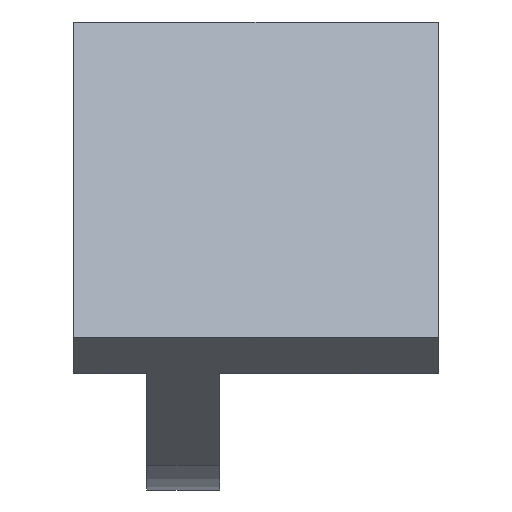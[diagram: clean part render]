
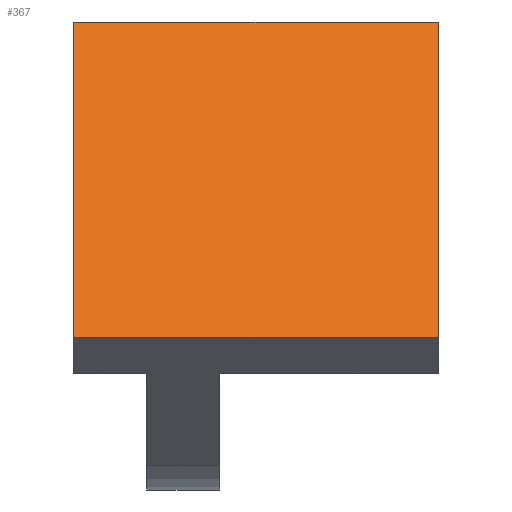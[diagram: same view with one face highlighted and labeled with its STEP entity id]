
A CAD part, top view. The second image highlights one B-rep face of the part: STEP entity #367.
In plain terms, the highlighted planar face has unit normal (0, 0.5, 0.866).
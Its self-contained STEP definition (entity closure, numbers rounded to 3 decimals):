
#285=CARTESIAN_POINT('Vertex',(108.,-12.452,667.533)) ;
#288=CARTESIAN_POINT('Line Origine',(33.,-12.452,667.533)) ;
#292=CARTESIAN_POINT('Vertex',(-42.,-12.452,667.533)) ;
#316=CARTESIAN_POINT('Line Origine',(33.,117.452,592.533)) ;
#320=CARTESIAN_POINT('Vertex',(-42.,117.452,592.533)) ;
#322=CARTESIAN_POINT('Vertex',(108.,117.452,592.533)) ;
#346=CARTESIAN_POINT('Axis2P3D Location',(-12.,-12.452,667.533)) ;
#351=CARTESIAN_POINT('Line Origine',(108.,52.5,630.033)) ;
#356=CARTESIAN_POINT('Line Origine',(-42.,52.5,630.033)) ;
#289=DIRECTION('Vector Direction',(1.,0.,0.)) ;
#317=DIRECTION('Vector Direction',(1.,0.,0.)) ;
#347=DIRECTION('Axis2P3D Direction',(0.,-0.5,-0.866)) ;
#348=DIRECTION('Axis2P3D XDirection',(0.,0.866,-0.5)) ;
#352=DIRECTION('Vector Direction',(0.,0.866,-0.5)) ;
#357=DIRECTION('Vector Direction',(0.,-0.866,0.5)) ;
#349=AXIS2_PLACEMENT_3D('Plane Axis2P3D',#346,#347,#348) ;
#362=ORIENTED_EDGE('',*,*,#294,.T.) ;
#363=ORIENTED_EDGE('',*,*,#355,.F.) ;
#364=ORIENTED_EDGE('',*,*,#324,.F.) ;
#365=ORIENTED_EDGE('',*,*,#360,.F.) ;
#290=VECTOR('Line Direction',#289,1.) ;
#318=VECTOR('Line Direction',#317,1.) ;
#353=VECTOR('Line Direction',#352,1.) ;
#358=VECTOR('Line Direction',#357,1.) ;
#367=ADVANCED_FACE('Corps principal',(#366),#350,.F.) ;
#294=EDGE_CURVE('',#293,#286,#291,.T.) ;
#324=EDGE_CURVE('',#321,#323,#319,.T.) ;
#355=EDGE_CURVE('',#323,#286,#354,.F.) ;
#360=EDGE_CURVE('',#293,#321,#359,.F.) ;
#361=EDGE_LOOP('',(#362,#363,#364,#365)) ;
#366=FACE_OUTER_BOUND('',#361,.T.) ;
#291=LINE('Line',#288,#290) ;
#319=LINE('Line',#316,#318) ;
#354=LINE('Line',#351,#353) ;
#359=LINE('Line',#356,#358) ;
#350=PLANE('',#349) ;
#286=VERTEX_POINT('',#285) ;
#293=VERTEX_POINT('',#292) ;
#321=VERTEX_POINT('',#320) ;
#323=VERTEX_POINT('',#322) ;
